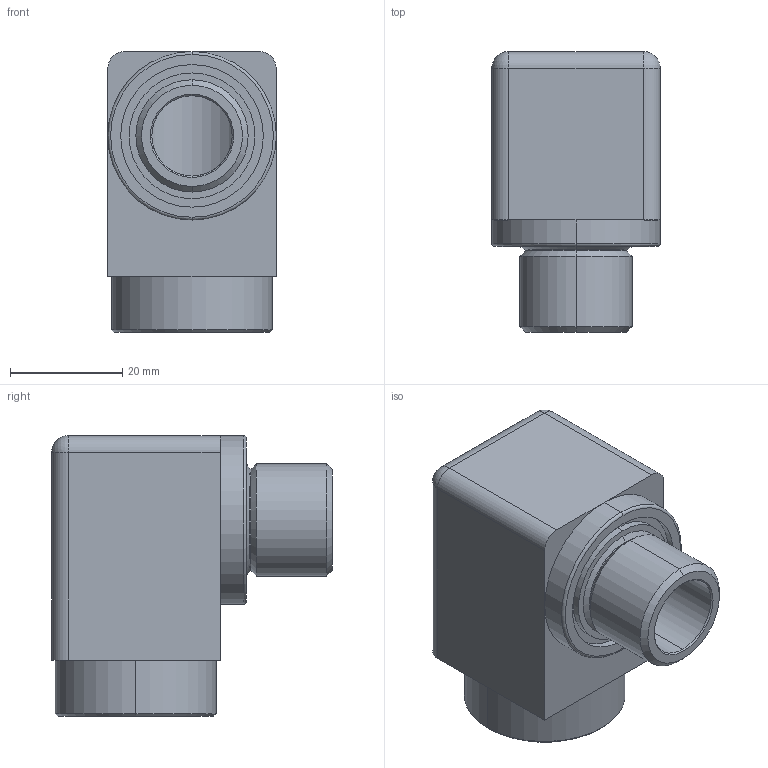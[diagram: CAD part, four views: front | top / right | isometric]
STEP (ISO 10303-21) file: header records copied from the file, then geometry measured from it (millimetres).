
FILE_DESCRIPTION (( 'STEP AP203' ), '1' );
FILE_NAME ('787DRM2M3.STEP', '2016-07-28T13:54:55', ( '' ), ( '' ), 'SwSTEP 2.0', 'SolidWorks 2014', '' );
FILE_SCHEMA (( 'CONFIG_CONTROL_DESIGN' ));
Length unit declared in the file: millimetre
Products named in the file (1): 787DRM2M3
Bounding box: 30 x 50 x 50 mm (x, y, z)
Volume: 30633 mm3; surface area: 12598 mm2
Topology: 1 solids, 1 shells, 58 faces, 123 edges, 70 vertices
Faces by surface type: cylinder 25, plane 15, cone 14, torus 2, sphere 2
Entity records: 1703 total; most frequent: CARTESIAN_POINT 342, DIRECTION 302, ORIENTED_EDGE 242, AXIS2_PLACEMENT_3D 124, EDGE_CURVE 121, VERTEX_POINT 70, EDGE_LOOP 65, CIRCLE 65
